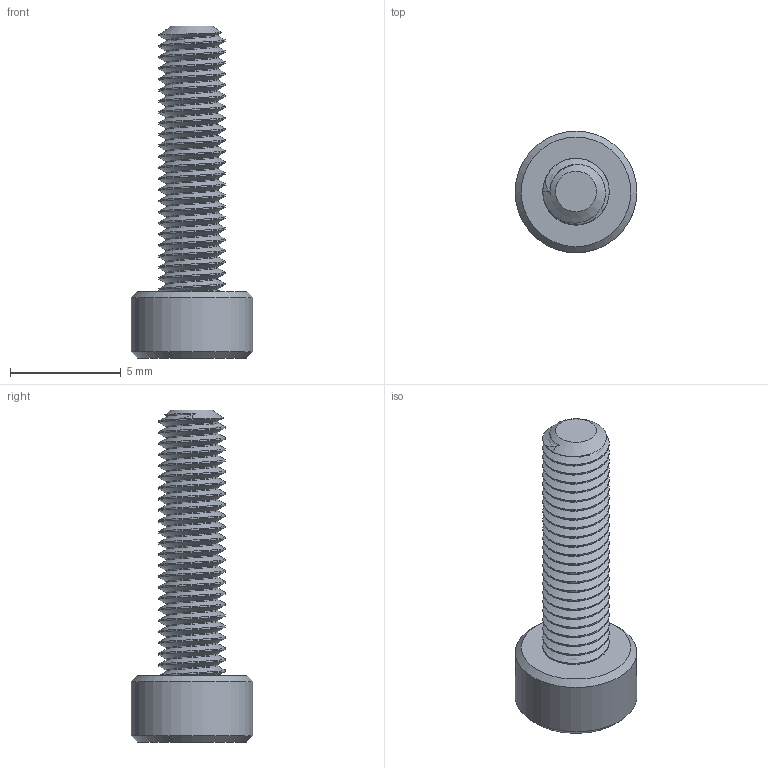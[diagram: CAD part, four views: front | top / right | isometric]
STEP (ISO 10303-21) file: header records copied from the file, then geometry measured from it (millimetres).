
FILE_DESCRIPTION(/* description */ ('M3 x 12mm, SHCS'),/* implementation_level */ '2;1');
FILE_NAME(/* name */ '25285-10.ipt.step',/* time_stamp */ '2013-11-18T15:49:03-06:00',/* author */ ('Edward'),/* organization */ (''),/* preprocessor_version */ 'ST-DEVELOPER v15.2',/* originating_system */ 'Autodesk Inventor 2014',/* authorisation */ 'LA FASTENER QUOTE');
FILE_SCHEMA (('AUTOMOTIVE_DESIGN { 1 0 10303 214 3 1 1 }'));
Length unit declared in the file: millimetre
Products named in the file (1): 25285-10
Bounding box: 5.5 x 5.5 x 15 mm (x, y, z)
Volume: 127.2 mm3; surface area: 282.2 mm2
Topology: 1 solids, 1 shells, 25 faces, 240 edges, 219 vertices
Faces by surface type: cone 10, plane 10, cylinder 3, bspline 2
Full cylindrical faces by diameter (mm): 5.5 x1
Entity records: 4583 total; most frequent: CARTESIAN_POINT 3363, ORIENTED_EDGE 464, EDGE_CURVE 232, VERTEX_POINT 216, DIRECTION 92, AXIS2_PLACEMENT_3D 40, EDGE_LOOP 30, FACE_OUTER_BOUND 24
